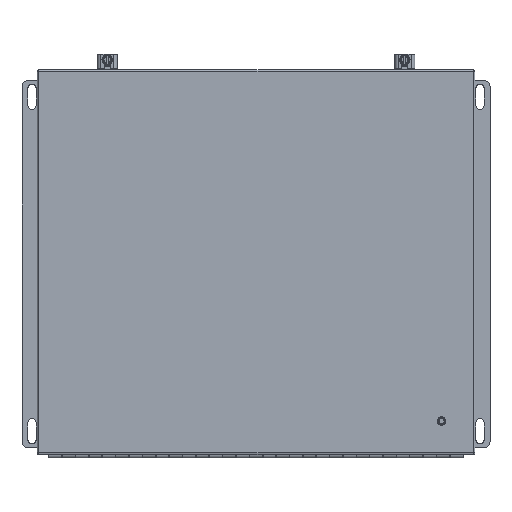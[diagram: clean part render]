
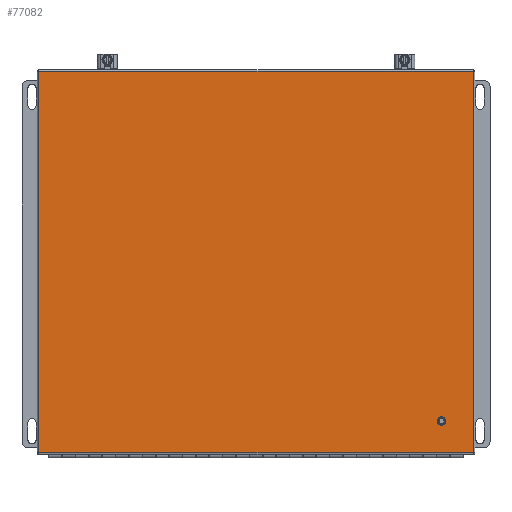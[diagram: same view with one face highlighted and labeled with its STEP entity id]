
A CAD part, top view. The second image highlights one B-rep face of the part: STEP entity #77082.
In plain terms, the highlighted planar face has unit normal (0, 0, 1).
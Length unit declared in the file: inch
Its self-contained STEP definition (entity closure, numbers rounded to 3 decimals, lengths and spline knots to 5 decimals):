
#4163 = CARTESIAN_POINT ( 'NONE',  ( 14.84072, 1.1165, 6.185 ) ) ;
#4414 = CIRCLE ( 'NONE', #53118, 0.15655 ) ;
#6108 = VECTOR ( 'NONE', #65877, 39.37008 ) ;
#7736 = ORIENTED_EDGE ( 'NONE', *, *, #28163, .T. ) ;
#9103 = EDGE_CURVE ( 'NONE', #27797, #65742, #34020, .T. ) ;
#9167 = DIRECTION ( 'NONE',  ( 1., 0., 0. ) ) ;
#10039 = CARTESIAN_POINT ( 'NONE',  ( 16.24985, 8.14639, 6.185 ) ) ;
#12908 = DIRECTION ( 'NONE',  ( 0., 1., 0. ) ) ;
#13030 = ORIENTED_EDGE ( 'NONE', *, *, #43828, .T. ) ;
#15701 = EDGE_LOOP ( 'NONE', ( #7736 ) ) ;
#19000 = CARTESIAN_POINT ( 'NONE',  ( 16.24985, 14.19, 6.185 ) ) ;
#19808 = ORIENTED_EDGE ( 'NONE', *, *, #9103, .T. ) ;
#20762 = EDGE_CURVE ( 'NONE', #26035, #27797, #30818, .T. ) ;
#26035 = VERTEX_POINT ( 'NONE', #58226 ) ;
#27068 = AXIS2_PLACEMENT_3D ( 'NONE', #10039, #35336, #55427 ) ;
#27797 = VERTEX_POINT ( 'NONE', #51230 ) ;
#28163 = EDGE_CURVE ( 'NONE', #42542, #42542, #4414, .T. ) ;
#28822 = FACE_OUTER_BOUND ( 'NONE', #47568, .T. ) ;
#29598 = VERTEX_POINT ( 'NONE', #35023 ) ;
#30818 = LINE ( 'NONE', #19000, #38209 ) ;
#34020 = LINE ( 'NONE', #46693, #6108 ) ;
#35023 = CARTESIAN_POINT ( 'NONE',  ( 16.19, -0.07504, 6.185 ) ) ;
#35336 = DIRECTION ( 'NONE',  ( 0., 0., -1. ) ) ;
#38209 = VECTOR ( 'NONE', #72740, 39.37008 ) ;
#42311 = CARTESIAN_POINT ( 'NONE',  ( 16.24985, -0.07504, 6.185 ) ) ;
#42542 = VERTEX_POINT ( 'NONE', #4163 ) ;
#42772 = FACE_BOUND ( 'NONE', #15701, .T. ) ;
#43478 = VECTOR ( 'NONE', #12908, 39.37008 ) ;
#43828 = EDGE_CURVE ( 'NONE', #29598, #26035, #47338, .T. ) ;
#44066 = LINE ( 'NONE', #42311, #70086 ) ;
#46693 = CARTESIAN_POINT ( 'NONE',  ( -0.0652, 8.14639, 6.185 ) ) ;
#46793 = CARTESIAN_POINT ( 'NONE',  ( -0.0652, -0.07504, 6.185 ) ) ;
#47338 = LINE ( 'NONE', #52185, #43478 ) ;
#47568 = EDGE_LOOP ( 'NONE', ( #19808, #50579, #13030, #47660 ) ) ;
#47660 = ORIENTED_EDGE ( 'NONE', *, *, #20762, .T. ) ;
#50579 = ORIENTED_EDGE ( 'NONE', *, *, #50924, .T. ) ;
#50924 = EDGE_CURVE ( 'NONE', #65742, #29598, #44066, .T. ) ;
#51230 = CARTESIAN_POINT ( 'NONE',  ( -0.0652, 14.19, 6.185 ) ) ;
#52185 = CARTESIAN_POINT ( 'NONE',  ( 16.19, 8.14639, 6.185 ) ) ;
#53118 = AXIS2_PLACEMENT_3D ( 'NONE', #59743, #85205, #79069 ) ;
#55427 = DIRECTION ( 'NONE',  ( -1., 0., 0. ) ) ;
#58226 = CARTESIAN_POINT ( 'NONE',  ( 16.19, 14.19, 6.185 ) ) ;
#59743 = CARTESIAN_POINT ( 'NONE',  ( 14.99727, 1.1165, 6.185 ) ) ;
#65742 = VERTEX_POINT ( 'NONE', #46793 ) ;
#65877 = DIRECTION ( 'NONE',  ( 0., -1., 0. ) ) ;
#70086 = VECTOR ( 'NONE', #9167, 39.37008 ) ;
#72740 = DIRECTION ( 'NONE',  ( -1., 0., 0. ) ) ;
#77082 = ADVANCED_FACE ( 'NONE', ( #28822, #42772 ), #81694, .F. ) ;
#79069 = DIRECTION ( 'NONE',  ( -1., 0., 0. ) ) ;
#81694 = PLANE ( 'NONE',  #27068 ) ;
#85205 = DIRECTION ( 'NONE',  ( 0., 0., -1. ) ) ;
